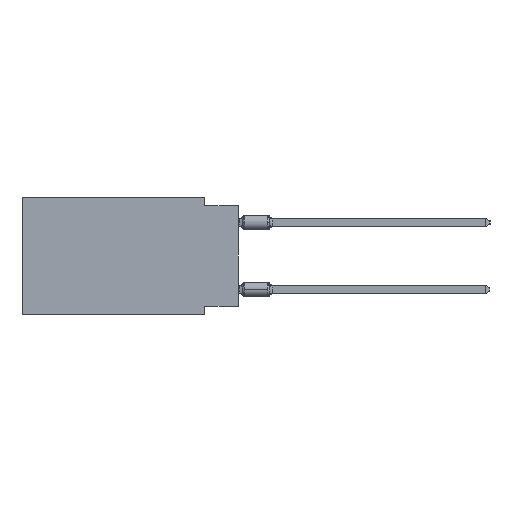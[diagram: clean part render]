
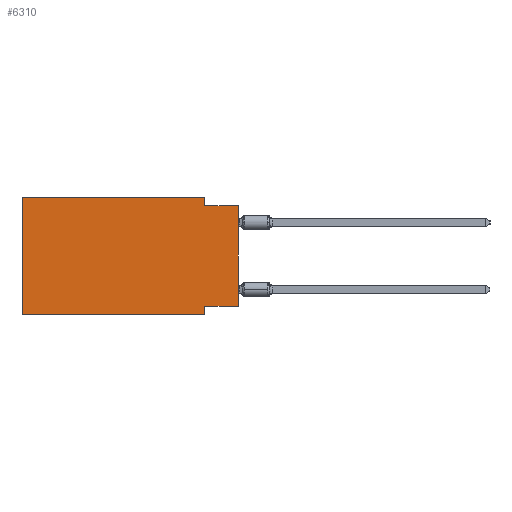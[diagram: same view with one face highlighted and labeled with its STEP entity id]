
A CAD part, left-side view. The second image highlights one B-rep face of the part: STEP entity #6310.
In plain terms, the highlighted planar face has unit normal (-1, 0, 0).
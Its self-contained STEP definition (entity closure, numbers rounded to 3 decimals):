
#235 = DIRECTION ( 'NONE',  ( 1., 0., 0. ) ) ;
#829 = VECTOR ( 'NONE', #1776, 1000. ) ;
#1144 = ORIENTED_EDGE ( 'NONE', *, *, #10032, .F. ) ;
#1167 = CARTESIAN_POINT ( 'NONE',  ( 0., 0., -0.635 ) ) ;
#1522 = EDGE_CURVE ( 'NONE', #22219, #3575, #21527, .T. ) ;
#1535 = ORIENTED_EDGE ( 'NONE', *, *, #6788, .F. ) ;
#1776 = DIRECTION ( 'NONE',  ( 0., 0., -1. ) ) ;
#2528 = VERTEX_POINT ( 'NONE', #13623 ) ;
#2680 = CARTESIAN_POINT ( 'NONE',  ( 0., 16.383, 0. ) ) ;
#3021 = LINE ( 'NONE', #8368, #17507 ) ;
#3136 = VECTOR ( 'NONE', #10646, 1000. ) ;
#3163 = EDGE_CURVE ( 'NONE', #3538, #22965, #17440, .T. ) ;
#3201 = VERTEX_POINT ( 'NONE', #5288 ) ;
#3318 = ORIENTED_EDGE ( 'NONE', *, *, #3163, .F. ) ;
#3538 = VERTEX_POINT ( 'NONE', #24484 ) ;
#3575 = VERTEX_POINT ( 'NONE', #20824 ) ;
#3884 = LINE ( 'NONE', #19695, #829 ) ;
#3921 = FACE_OUTER_BOUND ( 'NONE', #14947, .T. ) ;
#4392 = CARTESIAN_POINT ( 'NONE',  ( 0., 16.383, 0. ) ) ;
#4414 = EDGE_CURVE ( 'NONE', #2528, #24734, #3884, .T. ) ;
#4457 = ORIENTED_EDGE ( 'NONE', *, *, #1522, .T. ) ;
#4840 = AXIS2_PLACEMENT_3D ( 'NONE', #6009, #235, #8213 ) ;
#4875 = VECTOR ( 'NONE', #8824, 1000. ) ;
#5288 = CARTESIAN_POINT ( 'NONE',  ( 0., 16.383, -8.89 ) ) ;
#5416 = ORIENTED_EDGE ( 'NONE', *, *, #10972, .F. ) ;
#5986 = DIRECTION ( 'NONE',  ( 0., 1., 0. ) ) ;
#5995 = ORIENTED_EDGE ( 'NONE', *, *, #13455, .F. ) ;
#6009 = CARTESIAN_POINT ( 'NONE',  ( 0., 16.383, 0. ) ) ;
#6228 = VECTOR ( 'NONE', #22956, 1000. ) ;
#6310 = ADVANCED_FACE ( 'NONE', ( #3921 ), #23916, .F. ) ;
#6788 = EDGE_CURVE ( 'NONE', #15164, #3538, #16809, .T. ) ;
#7267 = ORIENTED_EDGE ( 'NONE', *, *, #4414, .F. ) ;
#7867 = VECTOR ( 'NONE', #9155, 1000. ) ;
#8213 = DIRECTION ( 'NONE',  ( 0., 0., -1. ) ) ;
#8368 = CARTESIAN_POINT ( 'NONE',  ( 0., 16.383, -8.89 ) ) ;
#8824 = DIRECTION ( 'NONE',  ( 0., -1., 0. ) ) ;
#9155 = DIRECTION ( 'NONE',  ( 0., -1., 0. ) ) ;
#9884 = LINE ( 'NONE', #13953, #25816 ) ;
#10032 = EDGE_CURVE ( 'NONE', #3201, #15164, #20591, .T. ) ;
#10646 = DIRECTION ( 'NONE',  ( 0., 0., 1. ) ) ;
#10972 = EDGE_CURVE ( 'NONE', #22965, #3575, #20795, .T. ) ;
#11463 = CARTESIAN_POINT ( 'NONE',  ( 0., 0., 0. ) ) ;
#12112 = CARTESIAN_POINT ( 'NONE',  ( 0., 2.54, -0.635 ) ) ;
#13455 = EDGE_CURVE ( 'NONE', #22219, #2528, #9884, .T. ) ;
#13623 = CARTESIAN_POINT ( 'NONE',  ( 0., 2.54, -8.255 ) ) ;
#13953 = CARTESIAN_POINT ( 'NONE',  ( 0., 0., -8.255 ) ) ;
#14947 = EDGE_LOOP ( 'NONE', ( #4457, #5416, #3318, #1535, #1144, #16933, #7267, #5995 ) ) ;
#15164 = VERTEX_POINT ( 'NONE', #25418 ) ;
#16344 = DIRECTION ( 'NONE',  ( 0., -1., 0. ) ) ;
#16371 = CARTESIAN_POINT ( 'NONE',  ( 0., 0., -8.255 ) ) ;
#16809 = LINE ( 'NONE', #4392, #4875 ) ;
#16933 = ORIENTED_EDGE ( 'NONE', *, *, #19538, .T. ) ;
#17440 = LINE ( 'NONE', #23213, #6228 ) ;
#17507 = VECTOR ( 'NONE', #16344, 1000. ) ;
#19538 = EDGE_CURVE ( 'NONE', #3201, #24734, #3021, .T. ) ;
#19695 = CARTESIAN_POINT ( 'NONE',  ( 0., 2.54, -8.89 ) ) ;
#20591 = LINE ( 'NONE', #2680, #3136 ) ;
#20795 = LINE ( 'NONE', #1167, #7867 ) ;
#20824 = CARTESIAN_POINT ( 'NONE',  ( 0., 0., -0.635 ) ) ;
#21527 = LINE ( 'NONE', #11463, #24528 ) ;
#21816 = CARTESIAN_POINT ( 'NONE',  ( 0., 2.54, -8.89 ) ) ;
#22219 = VERTEX_POINT ( 'NONE', #16371 ) ;
#22956 = DIRECTION ( 'NONE',  ( 0., 0., -1. ) ) ;
#22965 = VERTEX_POINT ( 'NONE', #12112 ) ;
#23213 = CARTESIAN_POINT ( 'NONE',  ( 0., 2.54, 0. ) ) ;
#23916 = PLANE ( 'NONE',  #4840 ) ;
#24484 = CARTESIAN_POINT ( 'NONE',  ( 0., 2.54, 0. ) ) ;
#24528 = VECTOR ( 'NONE', #25467, 1000. ) ;
#24734 = VERTEX_POINT ( 'NONE', #21816 ) ;
#25418 = CARTESIAN_POINT ( 'NONE',  ( 0., 16.383, 0. ) ) ;
#25467 = DIRECTION ( 'NONE',  ( 0., 0., 1. ) ) ;
#25816 = VECTOR ( 'NONE', #5986, 1000. ) ;
